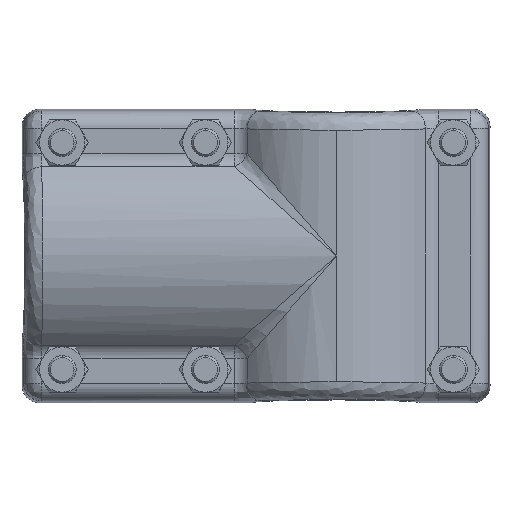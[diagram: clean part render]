
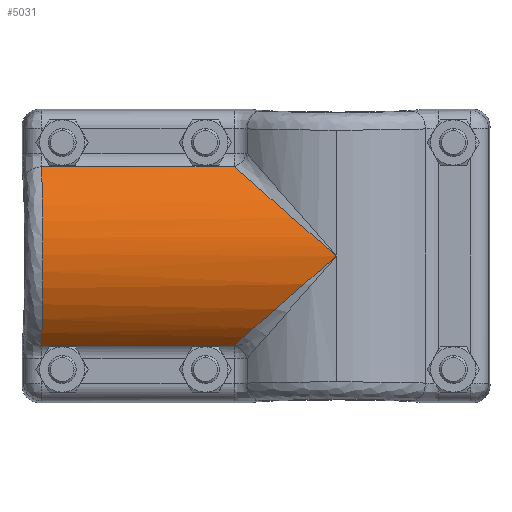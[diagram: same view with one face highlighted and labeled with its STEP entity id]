
A CAD part, left-side view. The second image highlights one B-rep face of the part: STEP entity #5031.
In plain terms, the highlighted cylindrical face has radius 34.15 mm (diameter 68.3 mm), a partial arc.
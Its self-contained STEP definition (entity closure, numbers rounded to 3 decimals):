
#40 = EDGE_CURVE ( 'NONE', #9124, #2584, #22554, .T. ) ;
#492 = CARTESIAN_POINT ( 'NONE',  ( -24.923, 26.875, 23.442 ) ) ;
#568 = CARTESIAN_POINT ( 'NONE',  ( -24.476, 84.337, -23.936 ) ) ;
#689 = CARTESIAN_POINT ( 'NONE',  ( -26.103, 84.289, -22.15 ) ) ;
#706 = EDGE_LOOP ( 'NONE', ( #7419, #13663, #15678, #21568, #16659 ) ) ;
#1273 = CARTESIAN_POINT ( 'NONE',  ( -22.679, 66.016, 25.532 ) ) ;
#1516 = CARTESIAN_POINT ( 'NONE',  ( -22.679, 66.016, -25.532 ) ) ;
#2070 = CARTESIAN_POINT ( 'NONE',  ( -22.679, 84.389, 25.532 ) ) ;
#2289 = CARTESIAN_POINT ( 'NONE',  ( -28.948, 84.204, -18.276 ) ) ;
#2316 = CARTESIAN_POINT ( 'NONE',  ( -22.679, 29.27, 25.532 ) ) ;
#2409 = CARTESIAN_POINT ( 'NONE',  ( -22.679, 84.39, -25.532 ) ) ;
#2432 = CARTESIAN_POINT ( 'NONE',  ( -32.492, 12.598, 10.989 ) ) ;
#2584 = VERTEX_POINT ( 'NONE', #22381 ) ;
#2727 = CARTESIAN_POINT ( 'NONE',  ( -22.679, 84.39, -25.532 ) ) ;
#3144 = CARTESIAN_POINT ( 'NONE',  ( -34.094, 2.865, -2.499 ) ) ;
#3251 = CARTESIAN_POINT ( 'NONE',  ( -33.029, 10.241, -8.933 ) ) ;
#4690 = EDGE_CURVE ( 'NONE', #11703, #9124, #9186, .T. ) ;
#4854 = CARTESIAN_POINT ( 'NONE',  ( -22.679, 29.27, 25.532 ) ) ;
#4859 = EDGE_CURVE ( 'NONE', #14802, #10650, #5114, .T. ) ;
#4969 = CARTESIAN_POINT ( 'NONE',  ( -22.679, 29.27, -25.532 ) ) ;
#5031 = ADVANCED_FACE ( 'NONE', ( #15973 ), #19620, .T. ) ;
#5094 = CARTESIAN_POINT ( 'NONE',  ( -34.15, 0., 0. ) ) ;
#5114 =( BOUNDED_CURVE ( )  B_SPLINE_CURVE ( 3, ( #2316, #9374, #492, #5775, #16346, #2432, #12816, #14757, #19765 ),
 .UNSPECIFIED., .F., .F. ) 
 B_SPLINE_CURVE_WITH_KNOTS ( ( 4, 1, 1, 1, 1, 1, 4 ),
 ( 0., 0.063, 0.222, 0.397, 0.587, 0.793, 1. ),
 .UNSPECIFIED. ) 
 CURVE ( )  GEOMETRIC_REPRESENTATION_ITEM ( )  RATIONAL_B_SPLINE_CURVE ( ( 1.082, 1.082, 1.082, 1.082, 1.082, 1.082, 1.082, 1.082, 1.082 ) ) 
 REPRESENTATION_ITEM ( '' )  );
#5775 = CARTESIAN_POINT ( 'NONE',  ( -27.594, 23.307, 20.33 ) ) ;
#7419 = ORIENTED_EDGE ( 'NONE', *, *, #11352, .F. ) ;
#7515 = CARTESIAN_POINT ( 'NONE',  ( -30.165, 84.168, 16.188 ) ) ;
#7583 = B_SPLINE_CURVE_WITH_KNOTS ( 'NONE', 3,
 ( #18963, #1273, #17253, #4854 ),
 .UNSPECIFIED., .F., .F.,
 ( 4, 4 ),
 ( 0., 1. ),
 .UNSPECIFIED. ) ;
#7626 = CARTESIAN_POINT ( 'NONE',  ( 0., -0.506, 0. ) ) ;
#7747 = CARTESIAN_POINT ( 'NONE',  ( -34.15, 84.049, 2.403 ) ) ;
#8095 = AXIS2_PLACEMENT_3D ( 'NONE', #7626, #12552, #14512 ) ;
#9124 = VERTEX_POINT ( 'NONE', #2727 ) ;
#9186 = B_SPLINE_CURVE_WITH_KNOTS ( 'NONE', 3,
 ( #4969, #17599, #1516, #22486 ),
 .UNSPECIFIED., .F., .F.,
 ( 4, 4 ),
 ( 0., 1. ),
 .UNSPECIFIED. ) ;
#9353 = CARTESIAN_POINT ( 'NONE',  ( -32.888, 84.086, -9.507 ) ) ;
#9374 = CARTESIAN_POINT ( 'NONE',  ( -23.19, 28.75, 25.078 ) ) ;
#9462 = CARTESIAN_POINT ( 'NONE',  ( -33.895, 84.056, 4.807 ) ) ;
#10650 = VERTEX_POINT ( 'NONE', #12360 ) ;
#11352 = EDGE_CURVE ( 'NONE', #10650, #11703, #15608, .T. ) ;
#11703 = VERTEX_POINT ( 'NONE', #15878 ) ;
#12141 = CARTESIAN_POINT ( 'NONE',  ( -31.921, 14.1, -12.3 ) ) ;
#12360 = CARTESIAN_POINT ( 'NONE',  ( -34.15, 0., 0. ) ) ;
#12552 = DIRECTION ( 'NONE',  ( 0., 1., 0. ) ) ;
#12687 = CARTESIAN_POINT ( 'NONE',  ( -26.103, 84.289, 22.15 ) ) ;
#12796 = CARTESIAN_POINT ( 'NONE',  ( -34.15, 84.049, -2.403 ) ) ;
#12816 = CARTESIAN_POINT ( 'NONE',  ( -33.845, 6.42, 5.6 ) ) ;
#12918 = CARTESIAN_POINT ( 'NONE',  ( -33.895, 84.056, -4.807 ) ) ;
#13024 = CARTESIAN_POINT ( 'NONE',  ( -32.135, 84.109, -11.804 ) ) ;
#13632 = CARTESIAN_POINT ( 'NONE',  ( -29.08, 20.617, -17.984 ) ) ;
#13663 = ORIENTED_EDGE ( 'NONE', *, *, #4859, .F. ) ;
#13961 = CARTESIAN_POINT ( 'NONE',  ( -22.679, 29.27, -25.532 ) ) ;
#14512 = DIRECTION ( 'NONE',  ( 0., 0., 1. ) ) ;
#14734 = CARTESIAN_POINT ( 'NONE',  ( -32.135, 84.109, 11.804 ) ) ;
#14757 = CARTESIAN_POINT ( 'NONE',  ( -34.15, 2.146, 1.872 ) ) ;
#14802 = VERTEX_POINT ( 'NONE', #20748 ) ;
#15577 = CARTESIAN_POINT ( 'NONE',  ( -34.15, 0.818, -0.713 ) ) ;
#15608 =( BOUNDED_CURVE ( )  B_SPLINE_CURVE ( 3, ( #5094, #15577, #3144, #20703, #3251, #12141, #15783, #13632, #19318, #19096, #17497, #22386, #13961 ),
 .UNSPECIFIED., .F., .F. ) 
 B_SPLINE_CURVE_WITH_KNOTS ( ( 4, 1, 1, 1, 1, 1, 1, 1, 1, 1, 4 ),
 ( 0., 0.079, 0.197, 0.332, 0.462, 0.578, 0.682, 0.775, 0.86, 0.936, 1. ),
 .UNSPECIFIED. ) 
 CURVE ( )  GEOMETRIC_REPRESENTATION_ITEM ( )  RATIONAL_B_SPLINE_CURVE ( ( 1.082, 1.082, 1.082, 1.082, 1.082, 1.082, 1.082, 1.082, 1.082, 1.082, 1.082, 1.082, 1.082 ) ) 
 REPRESENTATION_ITEM ( '' )  );
#15678 = ORIENTED_EDGE ( 'NONE', *, *, #20267, .F. ) ;
#15783 = CARTESIAN_POINT ( 'NONE',  ( -30.57, 17.577, -15.332 ) ) ;
#15878 = CARTESIAN_POINT ( 'NONE',  ( -22.679, 29.27, -25.532 ) ) ;
#15973 = FACE_OUTER_BOUND ( 'NONE', #706, .T. ) ;
#16346 = CARTESIAN_POINT ( 'NONE',  ( -30.347, 18.293, 15.957 ) ) ;
#16435 = CARTESIAN_POINT ( 'NONE',  ( -28.948, 84.204, 18.276 ) ) ;
#16659 = ORIENTED_EDGE ( 'NONE', *, *, #4690, .F. ) ;
#17253 = CARTESIAN_POINT ( 'NONE',  ( -22.679, 47.643, 25.532 ) ) ;
#17497 = CARTESIAN_POINT ( 'NONE',  ( -24.291, 27.558, -24.039 ) ) ;
#17599 = CARTESIAN_POINT ( 'NONE',  ( -22.679, 47.643, -25.532 ) ) ;
#18056 = CARTESIAN_POINT ( 'NONE',  ( -30.165, 84.168, -16.188 ) ) ;
#18963 = CARTESIAN_POINT ( 'NONE',  ( -22.679, 84.389, 25.532 ) ) ;
#19096 = CARTESIAN_POINT ( 'NONE',  ( -25.889, 25.585, -22.317 ) ) ;
#19318 = CARTESIAN_POINT ( 'NONE',  ( -27.507, 23.268, -20.297 ) ) ;
#19620 = CYLINDRICAL_SURFACE ( 'NONE', #8095, 34.15 ) ;
#19765 = CARTESIAN_POINT ( 'NONE',  ( -34.15, 0., 0. ) ) ;
#19971 = CARTESIAN_POINT ( 'NONE',  ( -32.888, 84.086, 9.507 ) ) ;
#20267 = EDGE_CURVE ( 'NONE', #2584, #14802, #7583, .T. ) ;
#20703 = CARTESIAN_POINT ( 'NONE',  ( -33.764, 6.305, -5.499 ) ) ;
#20748 = CARTESIAN_POINT ( 'NONE',  ( -22.679, 29.27, 25.532 ) ) ;
#21568 = ORIENTED_EDGE ( 'NONE', *, *, #40, .F. ) ;
#21686 = CARTESIAN_POINT ( 'NONE',  ( -24.476, 84.337, 23.936 ) ) ;
#22381 = CARTESIAN_POINT ( 'NONE',  ( -22.679, 84.389, 25.532 ) ) ;
#22386 = CARTESIAN_POINT ( 'NONE',  ( -23.196, 28.743, -25.072 ) ) ;
#22486 = CARTESIAN_POINT ( 'NONE',  ( -22.679, 84.39, -25.532 ) ) ;
#22554 = B_SPLINE_CURVE_WITH_KNOTS ( 'NONE', 3,
 ( #2409, #568, #689, #2289, #18056, #13024, #9353, #12918, #12796, #7747, #9462, #19971, #14734, #7515, #16435, #12687, #21686, #2070 ),
 .UNSPECIFIED., .F., .F.,
 ( 4, 2, 2, 2, 2, 2, 2, 2, 4 ),
 ( 0., 0.125, 0.25, 0.375, 0.5, 0.625, 0.75, 0.875, 1. ),
 .UNSPECIFIED. ) ;
